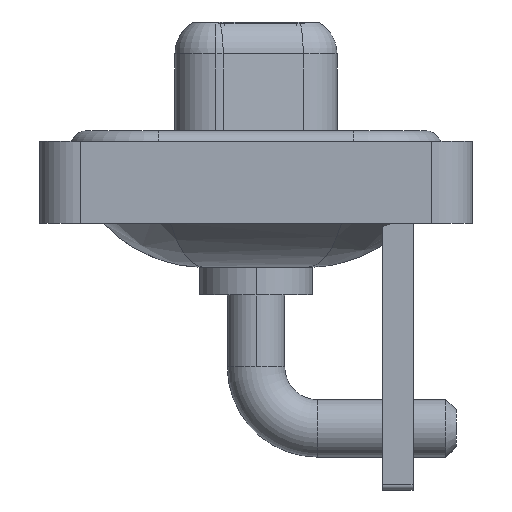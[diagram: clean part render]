
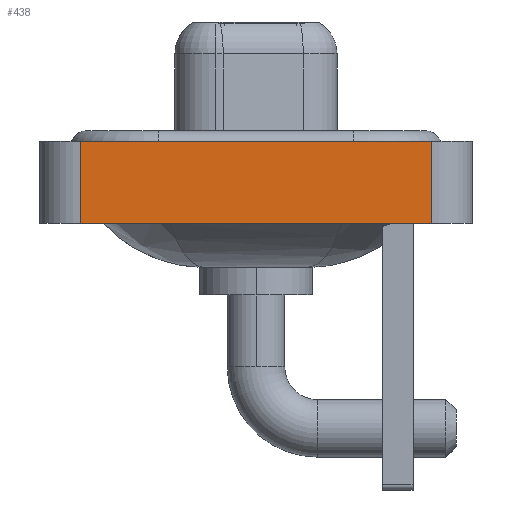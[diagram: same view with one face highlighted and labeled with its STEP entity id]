
A CAD part, left-side view. The second image highlights one B-rep face of the part: STEP entity #438.
In plain terms, the highlighted planar face has unit normal (-1, 0, 0).
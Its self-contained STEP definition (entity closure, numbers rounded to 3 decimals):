
#213 = ORIENTED_EDGE ( 'NONE', *, *, #2936, .T. ) ;
#438 = ADVANCED_FACE ( 'NONE', ( #9502 ), #9256, .T. ) ;
#573 = CARTESIAN_POINT ( 'NONE',  ( -7.25, -8.55, -3.6 ) ) ;
#2936 = EDGE_CURVE ( 'NONE', #15636, #15945, #13253, .T. ) ;
#4199 = DIRECTION ( 'NONE',  ( -1., 0., 0. ) ) ;
#4635 = EDGE_CURVE ( 'NONE', #15945, #14179, #5074, .T. ) ;
#4728 = LINE ( 'NONE', #7338, #15670 ) ;
#4902 = CARTESIAN_POINT ( 'NONE',  ( -7.25, -8.55, -3.6 ) ) ;
#5074 = LINE ( 'NONE', #4902, #10477 ) ;
#5501 = DIRECTION ( 'NONE',  ( 0., -1., 0. ) ) ;
#5656 = CARTESIAN_POINT ( 'NONE',  ( -7.25, -8.55, -3.6 ) ) ;
#5827 = CARTESIAN_POINT ( 'NONE',  ( -7.25, -8.55, 0.4 ) ) ;
#6891 = VECTOR ( 'NONE', #5501, 1000. ) ;
#7338 = CARTESIAN_POINT ( 'NONE',  ( -7.25, 8.55, -3.6 ) ) ;
#7498 = CARTESIAN_POINT ( 'NONE',  ( -7.25, -8.55, 0.4 ) ) ;
#7585 = DIRECTION ( 'NONE',  ( 0., 0., 1. ) ) ;
#7737 = ORIENTED_EDGE ( 'NONE', *, *, #15200, .F. ) ;
#7768 = VERTEX_POINT ( 'NONE', #15403 ) ;
#8077 = DIRECTION ( 'NONE',  ( 0., 0., 1. ) ) ;
#9118 = CARTESIAN_POINT ( 'NONE',  ( -7.25, -8.55, -3.6 ) ) ;
#9256 = PLANE ( 'NONE',  #14594 ) ;
#9502 = FACE_OUTER_BOUND ( 'NONE', #11860, .T. ) ;
#9868 = DIRECTION ( 'NONE',  ( 0., 0., 1. ) ) ;
#9991 = ORIENTED_EDGE ( 'NONE', *, *, #4635, .T. ) ;
#10390 = VECTOR ( 'NONE', #14589, 1000. ) ;
#10477 = VECTOR ( 'NONE', #7585, 1000. ) ;
#11170 = CARTESIAN_POINT ( 'NONE',  ( -7.25, 8.55, -3.6 ) ) ;
#11860 = EDGE_LOOP ( 'NONE', ( #9991, #7737, #13567, #213 ) ) ;
#12700 = EDGE_CURVE ( 'NONE', #15636, #7768, #4728, .T. ) ;
#13253 = LINE ( 'NONE', #9118, #10390 ) ;
#13567 = ORIENTED_EDGE ( 'NONE', *, *, #12700, .F. ) ;
#14179 = VERTEX_POINT ( 'NONE', #7498 ) ;
#14589 = DIRECTION ( 'NONE',  ( 0., -1., 0. ) ) ;
#14594 = AXIS2_PLACEMENT_3D ( 'NONE', #573, #4199, #8077 ) ;
#15200 = EDGE_CURVE ( 'NONE', #7768, #14179, #16093, .T. ) ;
#15403 = CARTESIAN_POINT ( 'NONE',  ( -7.25, 8.55, 0.4 ) ) ;
#15636 = VERTEX_POINT ( 'NONE', #11170 ) ;
#15670 = VECTOR ( 'NONE', #9868, 1000. ) ;
#15945 = VERTEX_POINT ( 'NONE', #5656 ) ;
#16093 = LINE ( 'NONE', #5827, #6891 ) ;
